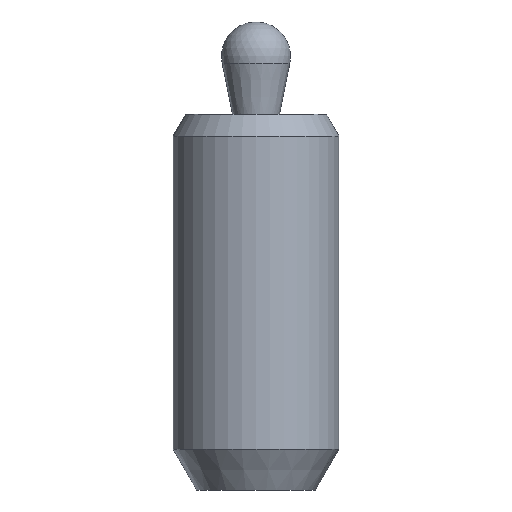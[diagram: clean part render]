
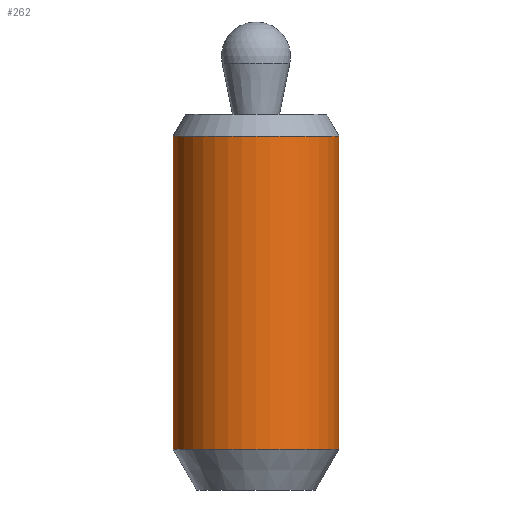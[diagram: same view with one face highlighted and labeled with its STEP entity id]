
A CAD part, front view. The second image highlights one B-rep face of the part: STEP entity #262.
In plain terms, the highlighted cylindrical face has radius 6 mm (diameter 12 mm), a partial arc.
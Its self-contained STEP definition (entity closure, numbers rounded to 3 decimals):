
#134=VERTEX_POINT('',#347);
#154=EDGE_CURVE('',#134,#218,#369,.T.);
#176=EDGE_CURVE('',#306,#198,#394,.T.);
#180=EDGE_CURVE('',#306,#218,#398,.T.);
#198=VERTEX_POINT('',#418);
#210=EDGE_CURVE('',#198,#134,#434,.T.);
#218=VERTEX_POINT('',#443);
#262=ADVANCED_FACE('',(#492),#493,.T.);
#306=VERTEX_POINT('',#546);
#347=CARTESIAN_POINT('',(6.0,0.,-1.559));
#369=LINE('',#610,#611);
#394=LINE('',#641,#642);
#398=CIRCLE('',#648,6.0);
#418=CARTESIAN_POINT('',(-6.0,0.,-1.559));
#434=CIRCLE('',#691,6.0);
#443=CARTESIAN_POINT('',(6.0,0.,-24.266));
#492=FACE_OUTER_BOUND('',#768,.T.);
#493=CYLINDRICAL_SURFACE('',#769,6.0);
#546=CARTESIAN_POINT('',(-6.0,0.,-24.266));
#610=CARTESIAN_POINT('',(6.0,0.,-14.379));
#611=VECTOR('',#877,1.0);
#641=CARTESIAN_POINT('',(-6.0,0.,-14.379));
#642=VECTOR('',#913,1.0);
#648=AXIS2_PLACEMENT_3D('',#917,#918,#919);
#691=AXIS2_PLACEMENT_3D('',#971,#972,#973);
#768=EDGE_LOOP('',(#1045,#1046,#1047,#1048));
#769=AXIS2_PLACEMENT_3D('',#1049,#1050,#1051);
#877=DIRECTION('',(-0.0,-0.0,-1.0));
#913=DIRECTION('',(0.0,0.0,1.0));
#917=CARTESIAN_POINT('',(0.,0.,-24.266));
#918=DIRECTION('',(0.0,0.0,1.0));
#919=DIRECTION('',(-1.0,0.,0.0));
#971=CARTESIAN_POINT('',(0.,0.,-1.559));
#972=DIRECTION('',(0.0,0.0,1.0));
#973=DIRECTION('',(-1.0,0.,0.0));
#1045=ORIENTED_EDGE('',*,*,#176,.F.);
#1046=ORIENTED_EDGE('',*,*,#180,.T.);
#1047=ORIENTED_EDGE('',*,*,#154,.F.);
#1048=ORIENTED_EDGE('',*,*,#210,.F.);
#1049=CARTESIAN_POINT('',(0.,0.,-14.379));
#1050=DIRECTION('',(-0.0,-0.0,-1.0));
#1051=DIRECTION('',(-1.0,0.,0.0));
